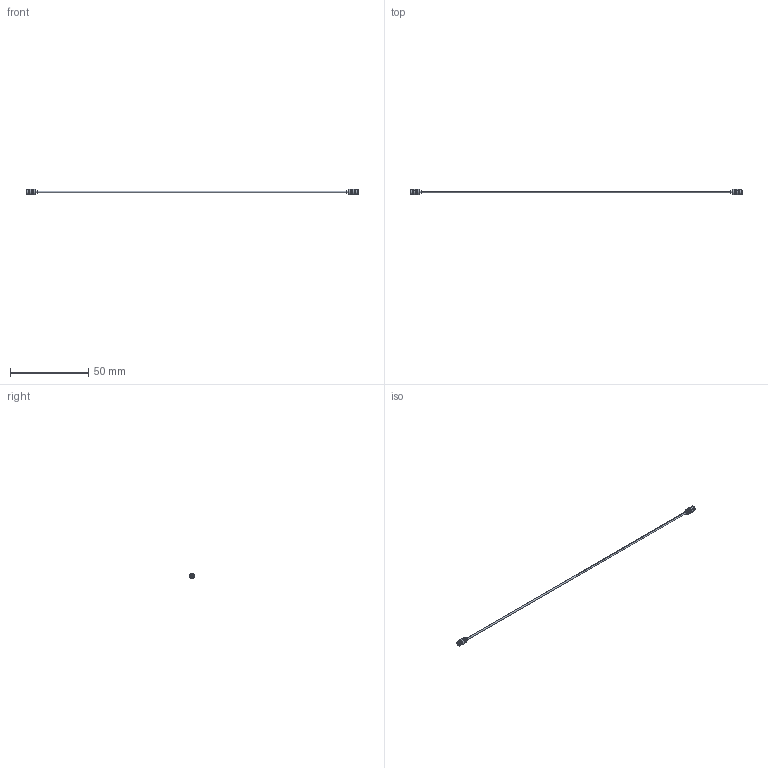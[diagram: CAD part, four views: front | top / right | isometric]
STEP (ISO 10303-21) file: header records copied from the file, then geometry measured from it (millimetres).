
FILE_DESCRIPTION (( 'STEP AP214' ), '1' );
FILE_NAME ('FMCA100387_3D.step', '2025-09-05T22:30:10', ( '' ), ( '' ), 'SwSTEP 2.0', 'SolidWorks 2022', '' );
FILE_SCHEMA (( 'AUTOMOTIVE_DESIGN' ));
Length unit declared in the file: inch
Products named in the file (3): FMCA100387_3D; PE517813; PE-SR047-NM^FMCA100387_WITH LABEL
Assembly tree (3 placements, depth 2):
  FMCA100387_3D
    PE-SR047-NM^FMCA100387_WITH LABEL
    PE517813  x2
Bounding box: 212.34 x 3.53 x 3.53 mm (x, y, z)
Volume: 316.8 mm3; surface area: 1017.7 mm2
Topology: 3 solids, 3 shells, 190 faces, 502 edges, 348 vertices
Faces by surface type: cylinder 64, plane 58, cone 44, bspline 24
Entity records: 3710 total; most frequent: CARTESIAN_POINT 1321, ORIENTED_EDGE 508, DIRECTION 422, EDGE_CURVE 254, AXIS2_PLACEMENT_3D 181, VERTEX_POINT 176, EDGE_LOOP 112, FACE_OUTER_BOUND 97
